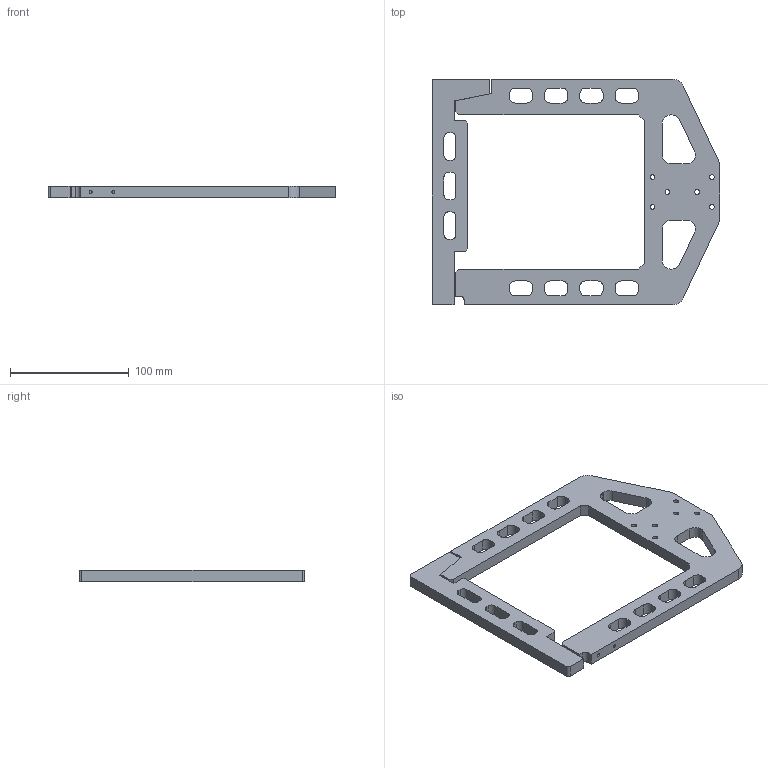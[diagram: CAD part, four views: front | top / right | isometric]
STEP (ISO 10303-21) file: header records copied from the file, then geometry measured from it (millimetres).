
FILE_DESCRIPTION((''),'2;1');
FILE_NAME('flyHolderToRobotLock.stp','2014-11-16T14:22:37',('vasco'),(''),'Autodesk Inventor 2013','Autodesk Inventor 2013','');
FILE_SCHEMA(('AUTOMOTIVE_DESIGN { 1 0 10303 214 1 1 1 1 }'));
Length unit declared in the file: millimetre
Products named in the file (3): flyHolderToRobotLock; flyHolderToRobotLock2
Assembly tree (2 placements, depth 2):
  flyHolderToRobotLock
    flyHolderToRobotLock
    flyHolderToRobotLock2
Bounding box: 242.5 x 190 x 10 mm (x, y, z)
Volume: 196972.4 mm3; surface area: 64646.4 mm2
Topology: 2 solids, 2 shells, 154 faces, 444 edges, 296 vertices
Faces by surface type: plane 89, cylinder 65
Full cylindrical faces by diameter (mm): 2.5 x2, 4 x6
Entity records: 5203 total; most frequent: CARTESIAN_POINT 891, DIRECTION 884, ORIENTED_EDGE 872, EDGE_CURVE 436, VECTOR 306, LINE 306, VERTEX_POINT 296, AXIS2_PLACEMENT_3D 289
